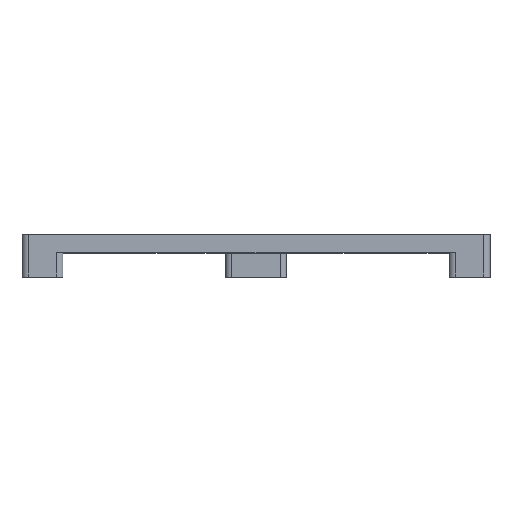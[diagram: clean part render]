
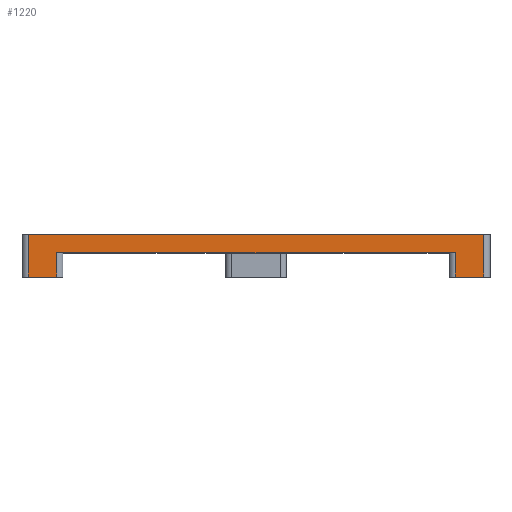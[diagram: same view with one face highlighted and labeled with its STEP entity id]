
A CAD part, top view. The second image highlights one B-rep face of the part: STEP entity #1220.
In plain terms, the highlighted planar face has unit normal (0, 0, 1).
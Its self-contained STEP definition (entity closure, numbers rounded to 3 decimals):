
#47=PLANE('',#1288);
#77=FACE_OUTER_BOUND('',#141,.T.);
#141=EDGE_LOOP('',(#825,#826,#827,#828,#829,#830,#831,#832));
#227=LINE('',#1783,#339);
#229=LINE('',#1789,#341);
#230=LINE('',#1791,#342);
#231=LINE('',#1793,#343);
#232=LINE('',#1795,#344);
#233=LINE('',#1797,#345);
#234=LINE('',#1799,#346);
#235=LINE('',#1800,#347);
#339=VECTOR('',#1417,10.);
#341=VECTOR('',#1423,10.);
#342=VECTOR('',#1424,10.);
#343=VECTOR('',#1425,10.);
#344=VECTOR('',#1426,10.);
#345=VECTOR('',#1427,10.);
#346=VECTOR('',#1428,10.);
#347=VECTOR('',#1429,10.);
#517=VERTEX_POINT('',#1780);
#518=VERTEX_POINT('',#1782);
#520=VERTEX_POINT('',#1788);
#521=VERTEX_POINT('',#1790);
#522=VERTEX_POINT('',#1792);
#523=VERTEX_POINT('',#1794);
#524=VERTEX_POINT('',#1796);
#525=VERTEX_POINT('',#1798);
#639=EDGE_CURVE('',#517,#518,#227,.T.);
#642=EDGE_CURVE('',#518,#520,#229,.T.);
#643=EDGE_CURVE('',#521,#517,#230,.T.);
#644=EDGE_CURVE('',#522,#521,#231,.T.);
#645=EDGE_CURVE('',#523,#522,#232,.T.);
#646=EDGE_CURVE('',#523,#524,#233,.T.);
#647=EDGE_CURVE('',#525,#524,#234,.T.);
#648=EDGE_CURVE('',#520,#525,#235,.T.);
#825=ORIENTED_EDGE('',*,*,#642,.F.);
#826=ORIENTED_EDGE('',*,*,#639,.F.);
#827=ORIENTED_EDGE('',*,*,#643,.F.);
#828=ORIENTED_EDGE('',*,*,#644,.F.);
#829=ORIENTED_EDGE('',*,*,#645,.F.);
#830=ORIENTED_EDGE('',*,*,#646,.T.);
#831=ORIENTED_EDGE('',*,*,#647,.F.);
#832=ORIENTED_EDGE('',*,*,#648,.F.);
#1220=ADVANCED_FACE('',(#77),#47,.T.);
#1288=AXIS2_PLACEMENT_3D('',#1787,#1421,#1422);
#1417=DIRECTION('',(0.,1.,0.));
#1421=DIRECTION('center_axis',(0.,0.,1.));
#1422=DIRECTION('ref_axis',(-1.,0.,0.));
#1423=DIRECTION('',(-1.,0.,0.));
#1424=DIRECTION('',(-1.,0.,0.));
#1425=DIRECTION('',(0.,-1.,0.));
#1426=DIRECTION('',(1.,0.,0.));
#1427=DIRECTION('',(0.,-1.,0.));
#1428=DIRECTION('',(-1.,0.,0.));
#1429=DIRECTION('',(0.,-1.,0.));
#1780=CARTESIAN_POINT('',(97.3,-104.2,114.3));
#1782=CARTESIAN_POINT('',(97.3,-92.2,114.3));
#1783=CARTESIAN_POINT('',(97.3,-89.2,114.3));
#1787=CARTESIAN_POINT('Origin',(111.3,-86.2,114.3));
#1788=CARTESIAN_POINT('',(-97.3,-92.2,114.3));
#1789=CARTESIAN_POINT('',(111.3,-92.2,114.3));
#1790=CARTESIAN_POINT('',(111.3,-104.2,114.3));
#1791=CARTESIAN_POINT('',(114.3,-104.2,114.3));
#1792=CARTESIAN_POINT('',(111.3,-83.2,114.3));
#1793=CARTESIAN_POINT('',(111.3,-86.2,114.3));
#1794=CARTESIAN_POINT('',(-111.3,-83.2,114.3));
#1795=CARTESIAN_POINT('',(-111.3,-83.2,114.3));
#1796=CARTESIAN_POINT('',(-111.3,-104.2,114.3));
#1797=CARTESIAN_POINT('',(-111.3,-86.2,114.3));
#1798=CARTESIAN_POINT('',(-97.3,-104.2,114.3));
#1799=CARTESIAN_POINT('',(-114.3,-104.2,114.3));
#1800=CARTESIAN_POINT('',(-97.3,-89.2,114.3));
